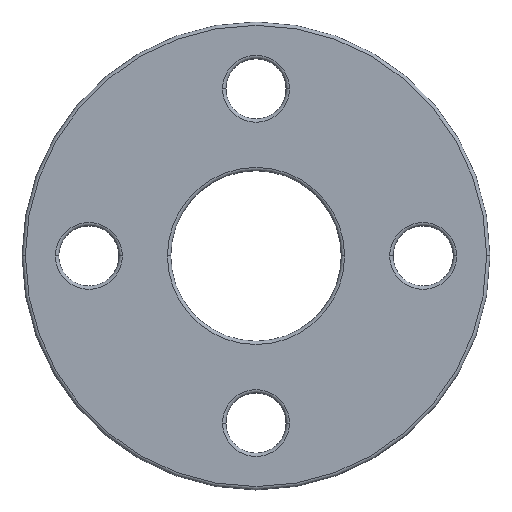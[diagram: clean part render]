
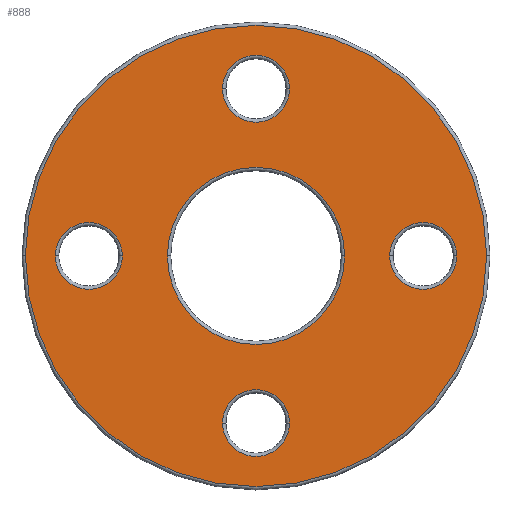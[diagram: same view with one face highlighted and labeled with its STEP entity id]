
A CAD part, top view. The second image highlights one B-rep face of the part: STEP entity #888.
In plain terms, the highlighted planar face has unit normal (0, 0, 1).
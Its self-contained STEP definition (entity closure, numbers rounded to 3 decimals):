
#1 = DIRECTION ( 'NONE',  ( 1., 0., 0. ) ) ;
#12 = DIRECTION ( 'NONE',  ( 0., 0., 1. ) ) ;
#28 = DIRECTION ( 'NONE',  ( 1., 0., 0. ) ) ;
#29 = EDGE_LOOP ( 'NONE', ( #362, #796 ) ) ;
#45 = AXIS2_PLACEMENT_3D ( 'NONE', #149, #242, #426 ) ;
#56 = DIRECTION ( 'NONE',  ( 1., 0., 0. ) ) ;
#88 = EDGE_LOOP ( 'NONE', ( #244, #494 ) ) ;
#95 = CARTESIAN_POINT ( 'NONE',  ( 69., 0., 16. ) ) ;
#97 = CIRCLE ( 'NONE', #907, 26.5 ) ;
#100 = EDGE_CURVE ( 'NONE', #607, #1092, #97, .T. ) ;
#108 = EDGE_LOOP ( 'NONE', ( #897, #772 ) ) ;
#145 = CIRCLE ( 'NONE', #45, 10. ) ;
#149 = CARTESIAN_POINT ( 'NONE',  ( 0., 50., 16. ) ) ;
#167 = CARTESIAN_POINT ( 'NONE',  ( -10., -50., 16. ) ) ;
#174 = DIRECTION ( 'NONE',  ( 1., 0., 0. ) ) ;
#176 = ORIENTED_EDGE ( 'NONE', *, *, #951, .T. ) ;
#180 = EDGE_LOOP ( 'NONE', ( #622, #613 ) ) ;
#184 = CIRCLE ( 'NONE', #932, 26.5 ) ;
#194 = CARTESIAN_POINT ( 'NONE',  ( -10., 50., 16. ) ) ;
#226 = ORIENTED_EDGE ( 'NONE', *, *, #523, .T. ) ;
#227 = EDGE_CURVE ( 'NONE', #808, #532, #368, .T. ) ;
#228 = EDGE_CURVE ( 'NONE', #678, #929, #254, .T. ) ;
#232 = CARTESIAN_POINT ( 'NONE',  ( 0., -50., 16. ) ) ;
#242 = DIRECTION ( 'NONE',  ( 0., 0., -1. ) ) ;
#243 = FACE_BOUND ( 'NONE', #29, .T. ) ;
#244 = ORIENTED_EDGE ( 'NONE', *, *, #753, .T. ) ;
#247 = CARTESIAN_POINT ( 'NONE',  ( 60., 0., 16. ) ) ;
#254 = CIRCLE ( 'NONE', #1022, 10. ) ;
#256 = EDGE_LOOP ( 'NONE', ( #226, #176 ) ) ;
#257 = AXIS2_PLACEMENT_3D ( 'NONE', #476, #12, #814 ) ;
#260 = CIRCLE ( 'NONE', #1116, 10. ) ;
#269 = VERTEX_POINT ( 'NONE', #194 ) ;
#307 = CARTESIAN_POINT ( 'NONE',  ( 10., 50., 16. ) ) ;
#338 = FACE_BOUND ( 'NONE', #180, .T. ) ;
#362 = ORIENTED_EDGE ( 'NONE', *, *, #724, .T. ) ;
#366 = CARTESIAN_POINT ( 'NONE',  ( 26.5, 0., 16. ) ) ;
#367 = VERTEX_POINT ( 'NONE', #1028 ) ;
#368 = CIRCLE ( 'NONE', #1114, 69. ) ;
#370 = AXIS2_PLACEMENT_3D ( 'NONE', #577, #937, #28 ) ;
#385 = EDGE_CURVE ( 'NONE', #929, #678, #1058, .T. ) ;
#403 = VERTEX_POINT ( 'NONE', #307 ) ;
#422 = PLANE ( 'NONE',  #593 ) ;
#423 = ORIENTED_EDGE ( 'NONE', *, *, #779, .T. ) ;
#425 = CARTESIAN_POINT ( 'NONE',  ( -50., 0., 16. ) ) ;
#426 = DIRECTION ( 'NONE',  ( 1., 0., 0. ) ) ;
#428 = FACE_OUTER_BOUND ( 'NONE', #108, .T. ) ;
#467 = AXIS2_PLACEMENT_3D ( 'NONE', #425, #675, #497 ) ;
#476 = CARTESIAN_POINT ( 'NONE',  ( 0., 0., 16. ) ) ;
#479 = DIRECTION ( 'NONE',  ( 0., 0., -1. ) ) ;
#494 = ORIENTED_EDGE ( 'NONE', *, *, #848, .T. ) ;
#497 = DIRECTION ( 'NONE',  ( 1., 0., 0. ) ) ;
#509 = CARTESIAN_POINT ( 'NONE',  ( -60., 0., 16. ) ) ;
#511 = CARTESIAN_POINT ( 'NONE',  ( 0., 0., 16. ) ) ;
#515 = CARTESIAN_POINT ( 'NONE',  ( 0., -50., 16. ) ) ;
#523 = EDGE_CURVE ( 'NONE', #822, #615, #1040, .T. ) ;
#531 = DIRECTION ( 'NONE',  ( 0., 0., 1. ) ) ;
#532 = VERTEX_POINT ( 'NONE', #95 ) ;
#538 = ORIENTED_EDGE ( 'NONE', *, *, #100, .T. ) ;
#544 = DIRECTION ( 'NONE',  ( 1., 0., 0. ) ) ;
#554 = AXIS2_PLACEMENT_3D ( 'NONE', #232, #479, #749 ) ;
#558 = CARTESIAN_POINT ( 'NONE',  ( -26.5, 0., 16. ) ) ;
#577 = CARTESIAN_POINT ( 'NONE',  ( 0., 50., 16. ) ) ;
#593 = AXIS2_PLACEMENT_3D ( 'NONE', #620, #531, #174 ) ;
#597 = EDGE_CURVE ( 'NONE', #532, #808, #701, .T. ) ;
#598 = DIRECTION ( 'NONE',  ( 1., 0., 0. ) ) ;
#603 = FACE_BOUND ( 'NONE', #1046, .T. ) ;
#607 = VERTEX_POINT ( 'NONE', #366 ) ;
#609 = CARTESIAN_POINT ( 'NONE',  ( 50., 0., 16. ) ) ;
#613 = ORIENTED_EDGE ( 'NONE', *, *, #385, .T. ) ;
#615 = VERTEX_POINT ( 'NONE', #1080 ) ;
#620 = CARTESIAN_POINT ( 'NONE',  ( 0., 0., 16. ) ) ;
#622 = ORIENTED_EDGE ( 'NONE', *, *, #228, .T. ) ;
#630 = DIRECTION ( 'NONE',  ( 0., 0., 1. ) ) ;
#633 = CARTESIAN_POINT ( 'NONE',  ( 0., 0., 16. ) ) ;
#647 = DIRECTION ( 'NONE',  ( 0., 0., -1. ) ) ;
#675 = DIRECTION ( 'NONE',  ( 0., 0., -1. ) ) ;
#678 = VERTEX_POINT ( 'NONE', #744 ) ;
#684 = CARTESIAN_POINT ( 'NONE',  ( -69., 0., 16. ) ) ;
#691 = FACE_BOUND ( 'NONE', #88, .T. ) ;
#696 = DIRECTION ( 'NONE',  ( 0., 0., -1. ) ) ;
#701 = CIRCLE ( 'NONE', #257, 69. ) ;
#702 = DIRECTION ( 'NONE',  ( 0., 0., -1. ) ) ;
#724 = EDGE_CURVE ( 'NONE', #367, #984, #1059, .T. ) ;
#744 = CARTESIAN_POINT ( 'NONE',  ( -40., 0., 16. ) ) ;
#749 = DIRECTION ( 'NONE',  ( 1., 0., 0. ) ) ;
#753 = EDGE_CURVE ( 'NONE', #403, #269, #989, .T. ) ;
#772 = ORIENTED_EDGE ( 'NONE', *, *, #227, .T. ) ;
#779 = EDGE_CURVE ( 'NONE', #1092, #607, #184, .T. ) ;
#796 = ORIENTED_EDGE ( 'NONE', *, *, #916, .T. ) ;
#808 = VERTEX_POINT ( 'NONE', #684 ) ;
#812 = DIRECTION ( 'NONE',  ( 1., 0., 0. ) ) ;
#814 = DIRECTION ( 'NONE',  ( 1., 0., 0. ) ) ;
#822 = VERTEX_POINT ( 'NONE', #247 ) ;
#848 = EDGE_CURVE ( 'NONE', #269, #403, #145, .T. ) ;
#863 = DIRECTION ( 'NONE',  ( 0., 0., -1. ) ) ;
#867 = CARTESIAN_POINT ( 'NONE',  ( 50., 0., 16. ) ) ;
#888 = ADVANCED_FACE ( 'NONE', ( #338, #889, #603, #428, #691, #243 ), #422, .T. ) ;
#889 = FACE_BOUND ( 'NONE', #256, .T. ) ;
#897 = ORIENTED_EDGE ( 'NONE', *, *, #597, .T. ) ;
#898 = DIRECTION ( 'NONE',  ( 0., 0., -1. ) ) ;
#907 = AXIS2_PLACEMENT_3D ( 'NONE', #511, #898, #812 ) ;
#916 = EDGE_CURVE ( 'NONE', #984, #367, #1136, .T. ) ;
#918 = DIRECTION ( 'NONE',  ( 1., 0., 0. ) ) ;
#929 = VERTEX_POINT ( 'NONE', #509 ) ;
#932 = AXIS2_PLACEMENT_3D ( 'NONE', #954, #863, #56 ) ;
#937 = DIRECTION ( 'NONE',  ( 0., 0., -1. ) ) ;
#951 = EDGE_CURVE ( 'NONE', #615, #822, #260, .T. ) ;
#954 = CARTESIAN_POINT ( 'NONE',  ( 0., 0., 16. ) ) ;
#959 = DIRECTION ( 'NONE',  ( 1., 0., 0. ) ) ;
#984 = VERTEX_POINT ( 'NONE', #167 ) ;
#989 = CIRCLE ( 'NONE', #370, 10. ) ;
#990 = DIRECTION ( 'NONE',  ( 0., 0., -1. ) ) ;
#1022 = AXIS2_PLACEMENT_3D ( 'NONE', #1075, #647, #544 ) ;
#1028 = CARTESIAN_POINT ( 'NONE',  ( 10., -50., 16. ) ) ;
#1040 = CIRCLE ( 'NONE', #1154, 10. ) ;
#1046 = EDGE_LOOP ( 'NONE', ( #538, #423 ) ) ;
#1058 = CIRCLE ( 'NONE', #467, 10. ) ;
#1059 = CIRCLE ( 'NONE', #554, 10. ) ;
#1075 = CARTESIAN_POINT ( 'NONE',  ( -50., 0., 16. ) ) ;
#1080 = CARTESIAN_POINT ( 'NONE',  ( 40., 0., 16. ) ) ;
#1092 = VERTEX_POINT ( 'NONE', #558 ) ;
#1114 = AXIS2_PLACEMENT_3D ( 'NONE', #633, #630, #1 ) ;
#1116 = AXIS2_PLACEMENT_3D ( 'NONE', #609, #696, #598 ) ;
#1136 = CIRCLE ( 'NONE', #1156, 10. ) ;
#1154 = AXIS2_PLACEMENT_3D ( 'NONE', #867, #990, #918 ) ;
#1156 = AXIS2_PLACEMENT_3D ( 'NONE', #515, #702, #959 ) ;
